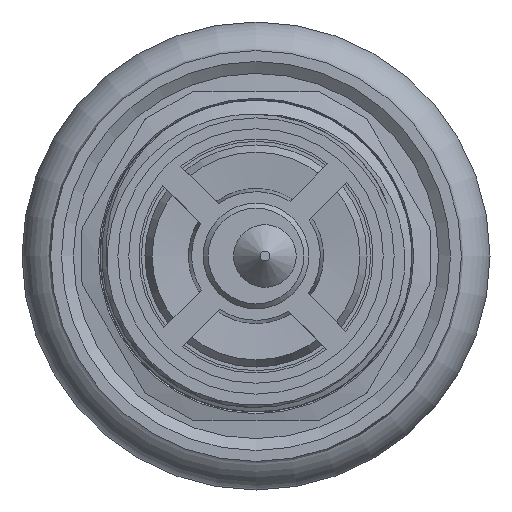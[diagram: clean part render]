
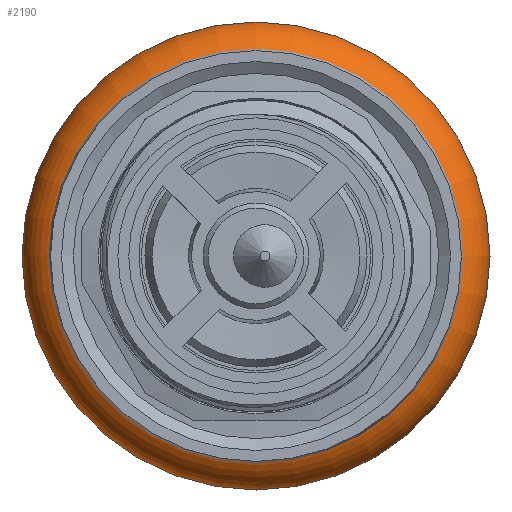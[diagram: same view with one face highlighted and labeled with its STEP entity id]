
A CAD part, front view. The second image highlights one B-rep face of the part: STEP entity #2190.
In plain terms, the highlighted toroidal (fillet/blend) face has major radius 28.25 mm and minor radius 7.293 mm.
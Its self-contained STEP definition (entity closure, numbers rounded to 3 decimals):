
#590=EDGE_LOOP('',(#1112));
#591=EDGE_LOOP('',(#1113));
#806=CIRCLE('',#2832,28.25);
#807=CIRCLE('',#2834,35.5);
#1112=ORIENTED_EDGE('',*,*,#1648,.T.);
#1113=ORIENTED_EDGE('',*,*,#1647,.F.);
#1647=EDGE_CURVE('',#2548,#2548,#806,.T.);
#1648=EDGE_CURVE('',#2549,#2549,#807,.T.);
#2190=ADVANCED_FACE('',(#2370,#2371),#2299,.T.);
#2299=TOROIDAL_SURFACE('',#2835,28.25,7.293);
#2370=FACE_BOUND('',#590,.T.);
#2371=FACE_BOUND('',#591,.T.);
#2548=VERTEX_POINT('',#4063);
#2549=VERTEX_POINT('',#4066);
#2832=AXIS2_PLACEMENT_3D('',#4062,#3315,#3316);
#2834=AXIS2_PLACEMENT_3D('',#4065,#3319,#3320);
#2835=AXIS2_PLACEMENT_3D('',#4067,#3321,#3322);
#3315=DIRECTION('',(0.,-1.,0.));
#3316=DIRECTION('',(0.,0.,-1.));
#3319=DIRECTION('',(0.,-1.,0.));
#3320=DIRECTION('',(0.,0.,-1.));
#3321=DIRECTION('',(0.,-1.,0.));
#3322=DIRECTION('',(0.,0.,-1.));
#4062=CARTESIAN_POINT('',(0.,-20.,0.));
#4063=CARTESIAN_POINT('',(0.,-20.,-28.25));
#4065=CARTESIAN_POINT('',(0.,-13.5,0.));
#4066=CARTESIAN_POINT('',(0.,-13.5,-35.5));
#4067=CARTESIAN_POINT('',(0.,-12.707,0.));
